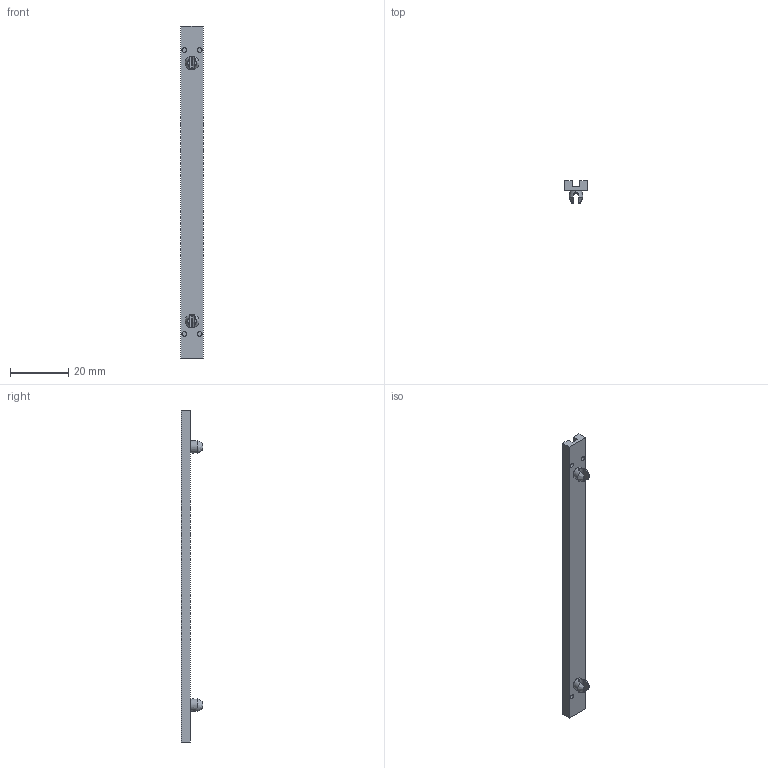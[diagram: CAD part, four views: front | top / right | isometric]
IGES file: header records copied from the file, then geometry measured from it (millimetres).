
Start section: SolidWorks IGES file using analytic representation for surfaces
Global section: file name: SSD-450-102.IGS; native system: SolidWorks 2013; preprocessor: SolidWorks 2013; author: mdoan; date: 131111.093945; units: inch
Bounding box: 7.87 x 7.49 x 114.3 mm (x, y, z)
Surface area: 3173.1 mm2 (no closed solid volume)
Topology: 0 solids, 0 shells, 47 faces, 554 edges, 554 vertices
Faces by surface type: bspline 31, revolution 16
